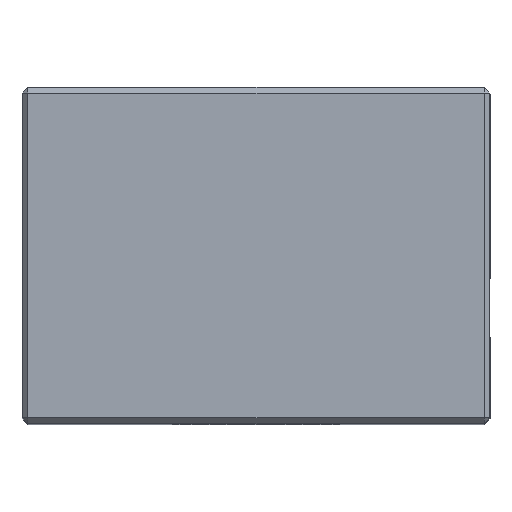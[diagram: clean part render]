
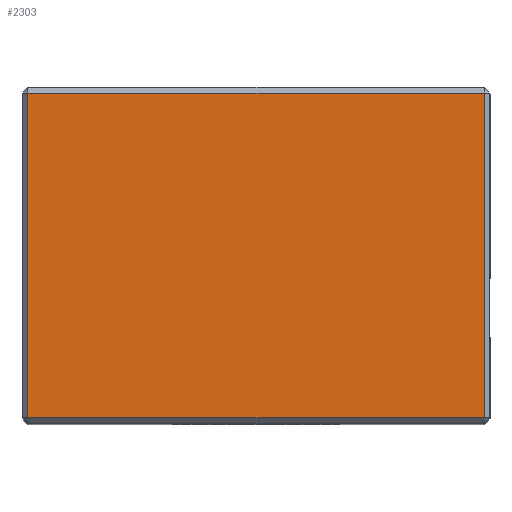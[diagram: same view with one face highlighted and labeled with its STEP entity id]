
A CAD part, top view. The second image highlights one B-rep face of the part: STEP entity #2303.
In plain terms, the highlighted face is planar.
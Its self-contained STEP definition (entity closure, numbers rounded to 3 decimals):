
#139 = PLANE('',#140);
#140 = AXIS2_PLACEMENT_3D('',#141,#142,#143);
#141 = CARTESIAN_POINT('',(-7.9,-7.9,0.));
#142 = DIRECTION('',(-0.707,-0.707,0.));
#143 = DIRECTION('',(0.,0.,1.));
#821 = VERTEX_POINT('',#822);
#822 = CARTESIAN_POINT('',(-8.,-7.8,11.3));
#848 = EDGE_CURVE('',#849,#821,#851,.T.);
#849 = VERTEX_POINT('',#850);
#850 = CARTESIAN_POINT('',(-8.,-7.8,0.2));
#851 = SURFACE_CURVE('',#852,(#856,#863),.PCURVE_S1.);
#852 = LINE('',#853,#854);
#853 = CARTESIAN_POINT('',(-8.,-7.8,0.));
#854 = VECTOR('',#855,1.);
#855 = DIRECTION('',(0.,0.,1.));
#856 = PCURVE('',#139,#857);
#857 = DEFINITIONAL_REPRESENTATION('',(#858),#862);
#858 = LINE('',#859,#860);
#859 = CARTESIAN_POINT('',(0.,0.141));
#860 = VECTOR('',#861,1.);
#861 = DIRECTION('',(1.,0.));
#862 = ( GEOMETRIC_REPRESENTATION_CONTEXT(2) 
PARAMETRIC_REPRESENTATION_CONTEXT() REPRESENTATION_CONTEXT('2D SPACE',''
  ) );
#863 = PCURVE('',#864,#869);
#864 = PLANE('',#865);
#865 = AXIS2_PLACEMENT_3D('',#866,#867,#868);
#866 = CARTESIAN_POINT('',(-8.,8.,0.));
#867 = DIRECTION('',(1.,0.,0.));
#868 = DIRECTION('',(0.,-1.,0.));
#869 = DEFINITIONAL_REPRESENTATION('',(#870),#874);
#870 = LINE('',#871,#872);
#871 = CARTESIAN_POINT('',(15.8,-0.));
#872 = VECTOR('',#873,1.);
#873 = DIRECTION('',(0.,-1.));
#874 = ( GEOMETRIC_REPRESENTATION_CONTEXT(2) 
PARAMETRIC_REPRESENTATION_CONTEXT() REPRESENTATION_CONTEXT('2D SPACE',''
  ) );
#1714 = PLANE('',#1715);
#1715 = AXIS2_PLACEMENT_3D('',#1716,#1717,#1718);
#1716 = CARTESIAN_POINT('',(-7.9,7.9,0.));
#1717 = DIRECTION('',(-0.707,0.707,0.));
#1718 = DIRECTION('',(0.,0.,1.));
#1941 = PLANE('',#1942);
#1942 = AXIS2_PLACEMENT_3D('',#1943,#1944,#1945);
#1943 = CARTESIAN_POINT('',(-7.9,8.,0.1));
#1944 = DIRECTION('',(-0.707,0.,-0.707));
#1945 = DIRECTION('',(0.,-1.,0.));
#2292 = PLANE('',#2293);
#2293 = AXIS2_PLACEMENT_3D('',#2294,#2295,#2296);
#2294 = CARTESIAN_POINT('',(-7.9,8.,11.4));
#2295 = DIRECTION('',(0.707,0.,-0.707));
#2296 = DIRECTION('',(0.,-1.,0.));
#2303 = ADVANCED_FACE('',(#2304),#864,.F.);
#2304 = FACE_BOUND('',#2305,.F.);
#2305 = EDGE_LOOP('',(#2306,#2329,#2330,#2353));
#2306 = ORIENTED_EDGE('',*,*,#2307,.T.);
#2307 = EDGE_CURVE('',#2308,#821,#2310,.T.);
#2308 = VERTEX_POINT('',#2309);
#2309 = CARTESIAN_POINT('',(-8.,7.8,11.3));
#2310 = SURFACE_CURVE('',#2311,(#2315,#2322),.PCURVE_S1.);
#2311 = LINE('',#2312,#2313);
#2312 = CARTESIAN_POINT('',(-8.,8.,11.3));
#2313 = VECTOR('',#2314,1.);
#2314 = DIRECTION('',(0.,-1.,0.));
#2315 = PCURVE('',#864,#2316);
#2316 = DEFINITIONAL_REPRESENTATION('',(#2317),#2321);
#2317 = LINE('',#2318,#2319);
#2318 = CARTESIAN_POINT('',(0.,-11.3));
#2319 = VECTOR('',#2320,1.);
#2320 = DIRECTION('',(1.,0.));
#2321 = ( GEOMETRIC_REPRESENTATION_CONTEXT(2) 
PARAMETRIC_REPRESENTATION_CONTEXT() REPRESENTATION_CONTEXT('2D SPACE',''
  ) );
#2322 = PCURVE('',#2292,#2323);
#2323 = DEFINITIONAL_REPRESENTATION('',(#2324),#2328);
#2324 = LINE('',#2325,#2326);
#2325 = CARTESIAN_POINT('',(0.,0.141));
#2326 = VECTOR('',#2327,1.);
#2327 = DIRECTION('',(1.,0.));
#2328 = ( GEOMETRIC_REPRESENTATION_CONTEXT(2) 
PARAMETRIC_REPRESENTATION_CONTEXT() REPRESENTATION_CONTEXT('2D SPACE',''
  ) );
#2329 = ORIENTED_EDGE('',*,*,#848,.F.);
#2330 = ORIENTED_EDGE('',*,*,#2331,.F.);
#2331 = EDGE_CURVE('',#2332,#849,#2334,.T.);
#2332 = VERTEX_POINT('',#2333);
#2333 = CARTESIAN_POINT('',(-8.,7.8,0.2));
#2334 = SURFACE_CURVE('',#2335,(#2339,#2346),.PCURVE_S1.);
#2335 = LINE('',#2336,#2337);
#2336 = CARTESIAN_POINT('',(-8.,8.,0.2));
#2337 = VECTOR('',#2338,1.);
#2338 = DIRECTION('',(0.,-1.,0.));
#2339 = PCURVE('',#864,#2340);
#2340 = DEFINITIONAL_REPRESENTATION('',(#2341),#2345);
#2341 = LINE('',#2342,#2343);
#2342 = CARTESIAN_POINT('',(0.,-0.2));
#2343 = VECTOR('',#2344,1.);
#2344 = DIRECTION('',(1.,0.));
#2345 = ( GEOMETRIC_REPRESENTATION_CONTEXT(2) 
PARAMETRIC_REPRESENTATION_CONTEXT() REPRESENTATION_CONTEXT('2D SPACE',''
  ) );
#2346 = PCURVE('',#1941,#2347);
#2347 = DEFINITIONAL_REPRESENTATION('',(#2348),#2352);
#2348 = LINE('',#2349,#2350);
#2349 = CARTESIAN_POINT('',(0.,0.141));
#2350 = VECTOR('',#2351,1.);
#2351 = DIRECTION('',(1.,0.));
#2352 = ( GEOMETRIC_REPRESENTATION_CONTEXT(2) 
PARAMETRIC_REPRESENTATION_CONTEXT() REPRESENTATION_CONTEXT('2D SPACE',''
  ) );
#2353 = ORIENTED_EDGE('',*,*,#2354,.T.);
#2354 = EDGE_CURVE('',#2332,#2308,#2355,.T.);
#2355 = SURFACE_CURVE('',#2356,(#2360,#2367),.PCURVE_S1.);
#2356 = LINE('',#2357,#2358);
#2357 = CARTESIAN_POINT('',(-8.,7.8,0.));
#2358 = VECTOR('',#2359,1.);
#2359 = DIRECTION('',(0.,0.,1.));
#2360 = PCURVE('',#864,#2361);
#2361 = DEFINITIONAL_REPRESENTATION('',(#2362),#2366);
#2362 = LINE('',#2363,#2364);
#2363 = CARTESIAN_POINT('',(0.2,0.));
#2364 = VECTOR('',#2365,1.);
#2365 = DIRECTION('',(0.,-1.));
#2366 = ( GEOMETRIC_REPRESENTATION_CONTEXT(2) 
PARAMETRIC_REPRESENTATION_CONTEXT() REPRESENTATION_CONTEXT('2D SPACE',''
  ) );
#2367 = PCURVE('',#1714,#2368);
#2368 = DEFINITIONAL_REPRESENTATION('',(#2369),#2373);
#2369 = LINE('',#2370,#2371);
#2370 = CARTESIAN_POINT('',(0.,-0.141));
#2371 = VECTOR('',#2372,1.);
#2372 = DIRECTION('',(1.,0.));
#2373 = ( GEOMETRIC_REPRESENTATION_CONTEXT(2) 
PARAMETRIC_REPRESENTATION_CONTEXT() REPRESENTATION_CONTEXT('2D SPACE',''
  ) );
